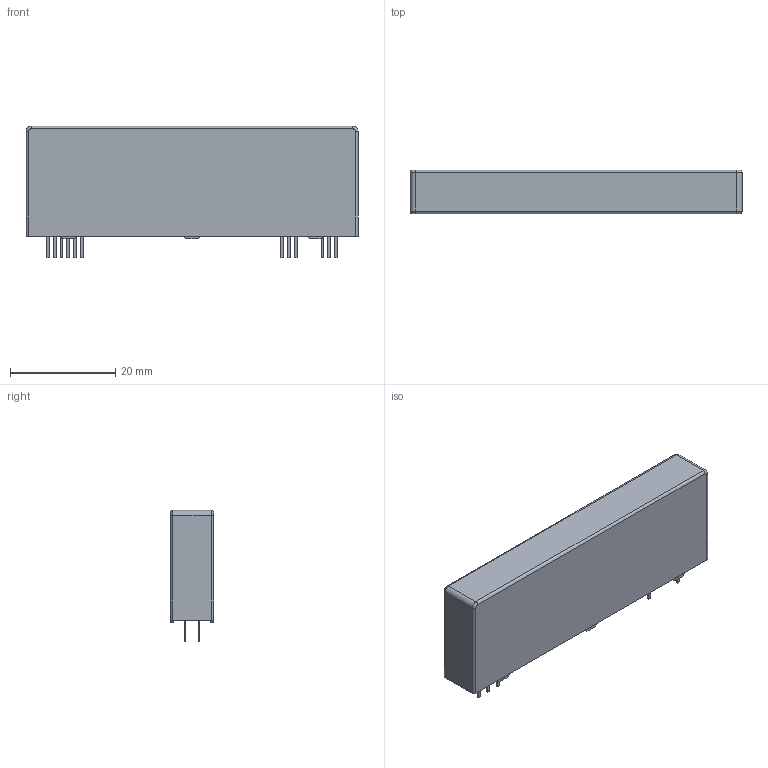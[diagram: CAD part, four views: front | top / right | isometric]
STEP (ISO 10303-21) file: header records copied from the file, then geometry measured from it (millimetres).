
FILE_DESCRIPTION((''),'2;1');
FILE_NAME('ANALOG-DEVICES_Y12.stp','2012-05-30T17:43:45',(''),(''),'Mechanical Desktop 2011','Mechanical Desktop 2011',', , ');
FILE_SCHEMA(('AUTOMOTIVE_DESIGN { 1 2 10303 214 1 1 1 1 }'));
Length unit declared in the file: millimetre
Products named in the file (1): Product
Bounding box: 62.99 x 8.26 x 24.94 mm (x, y, z)
Volume: 10831.9 mm3; surface area: 4079.4 mm2
Topology: 19 solids, 19 shells, 126 faces, 256 edges, 168 vertices
Faces by surface type: plane 102, bspline 16, cylinder 8
Entity records: 3430 total; most frequent: CARTESIAN_POINT 763, ORIENTED_EDGE 512, DIRECTION 498, EDGE_CURVE 256, VECTOR 236, LINE 236, VERTEX_POINT 168, AXIS2_PLACEMENT_3D 131
